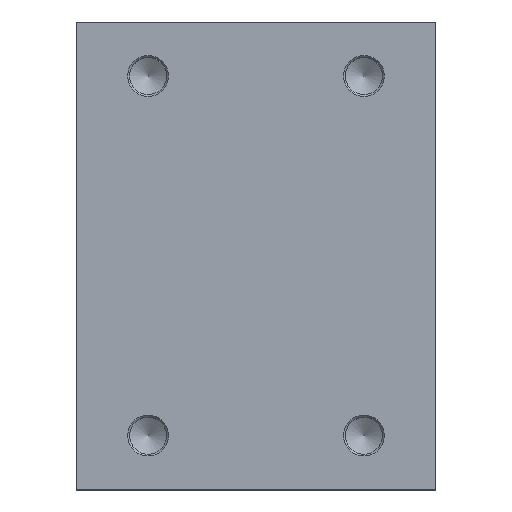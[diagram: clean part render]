
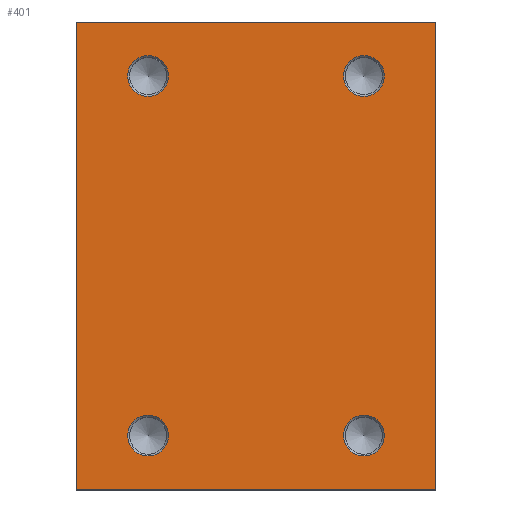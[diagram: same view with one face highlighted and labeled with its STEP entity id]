
A CAD part, top view. The second image highlights one B-rep face of the part: STEP entity #401.
In plain terms, the highlighted planar face has unit normal (0, 0, 1).
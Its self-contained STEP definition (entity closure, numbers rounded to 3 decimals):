
#26=LINE('',#641,#44);
#27=LINE('',#643,#45);
#28=LINE('',#645,#46);
#29=LINE('',#646,#47);
#44=VECTOR('',#504,52.);
#45=VECTOR('',#505,40.);
#46=VECTOR('',#506,52.);
#47=VECTOR('',#507,40.);
#62=PLANE('',#438);
#71=FACE_BOUND('',#133,.T.);
#72=FACE_BOUND('',#134,.T.);
#73=FACE_BOUND('',#135,.T.);
#74=FACE_BOUND('',#136,.T.);
#98=FACE_OUTER_BOUND('',#132,.T.);
#132=EDGE_LOOP('',(#300,#301,#302,#303));
#133=EDGE_LOOP('',(#304));
#134=EDGE_LOOP('',(#305));
#135=EDGE_LOOP('',(#306));
#136=EDGE_LOOP('',(#307));
#191=CIRCLE('',#437,2.267);
#192=CIRCLE('',#439,2.267);
#193=CIRCLE('',#440,2.267);
#194=CIRCLE('',#441,2.267);
#217=VERTEX_POINT('',#636);
#218=VERTEX_POINT('',#639);
#219=VERTEX_POINT('',#640);
#220=VERTEX_POINT('',#642);
#221=VERTEX_POINT('',#644);
#222=VERTEX_POINT('',#647);
#223=VERTEX_POINT('',#649);
#224=VERTEX_POINT('',#651);
#255=EDGE_CURVE('',#217,#217,#191,.T.);
#256=EDGE_CURVE('',#218,#219,#26,.T.);
#257=EDGE_CURVE('',#219,#220,#27,.T.);
#258=EDGE_CURVE('',#221,#220,#28,.T.);
#259=EDGE_CURVE('',#218,#221,#29,.T.);
#260=EDGE_CURVE('',#222,#222,#192,.T.);
#261=EDGE_CURVE('',#223,#223,#193,.T.);
#262=EDGE_CURVE('',#224,#224,#194,.T.);
#300=ORIENTED_EDGE('',*,*,#256,.T.);
#301=ORIENTED_EDGE('',*,*,#257,.T.);
#302=ORIENTED_EDGE('',*,*,#258,.F.);
#303=ORIENTED_EDGE('',*,*,#259,.F.);
#304=ORIENTED_EDGE('',*,*,#260,.F.);
#305=ORIENTED_EDGE('',*,*,#261,.F.);
#306=ORIENTED_EDGE('',*,*,#262,.F.);
#307=ORIENTED_EDGE('',*,*,#255,.F.);
#401=ADVANCED_FACE('',(#98,#71,#72,#73,#74),#62,.T.);
#437=AXIS2_PLACEMENT_3D('',#637,#500,#501);
#438=AXIS2_PLACEMENT_3D('',#638,#502,#503);
#439=AXIS2_PLACEMENT_3D('',#648,#508,#509);
#440=AXIS2_PLACEMENT_3D('',#650,#510,#511);
#441=AXIS2_PLACEMENT_3D('',#652,#512,#513);
#500=DIRECTION('center_axis',(0.,0.,1.));
#501=DIRECTION('ref_axis',(-1.,0.,0.));
#502=DIRECTION('center_axis',(0.,0.,1.));
#503=DIRECTION('ref_axis',(0.,-1.,0.));
#504=DIRECTION('',(0.,-1.,0.));
#505=DIRECTION('',(1.,0.,0.));
#506=DIRECTION('',(0.,-1.,0.));
#507=DIRECTION('',(1.,0.,0.));
#508=DIRECTION('center_axis',(0.,0.,1.));
#509=DIRECTION('ref_axis',(-1.,0.,0.));
#510=DIRECTION('center_axis',(0.,0.,1.));
#511=DIRECTION('ref_axis',(-1.,0.,0.));
#512=DIRECTION('center_axis',(0.,0.,1.));
#513=DIRECTION('ref_axis',(-1.,0.,0.));
#636=CARTESIAN_POINT('',(34.267,20.,40.));
#637=CARTESIAN_POINT('Origin',(32.,20.,40.));
#638=CARTESIAN_POINT('Origin',(0.,26.,40.));
#639=CARTESIAN_POINT('',(0.,26.,40.));
#640=CARTESIAN_POINT('',(0.,-26.,40.));
#641=CARTESIAN_POINT('',(0.,26.,40.));
#642=CARTESIAN_POINT('',(40.,-26.,40.));
#643=CARTESIAN_POINT('',(0.,-26.,40.));
#644=CARTESIAN_POINT('',(40.,26.,40.));
#645=CARTESIAN_POINT('',(40.,26.,40.));
#646=CARTESIAN_POINT('',(0.,26.,40.));
#647=CARTESIAN_POINT('',(10.267,20.,40.));
#648=CARTESIAN_POINT('Origin',(8.,20.,40.));
#649=CARTESIAN_POINT('',(34.267,-20.,40.));
#650=CARTESIAN_POINT('Origin',(32.,-20.,40.));
#651=CARTESIAN_POINT('',(10.267,-20.,40.));
#652=CARTESIAN_POINT('Origin',(8.,-20.,40.));
